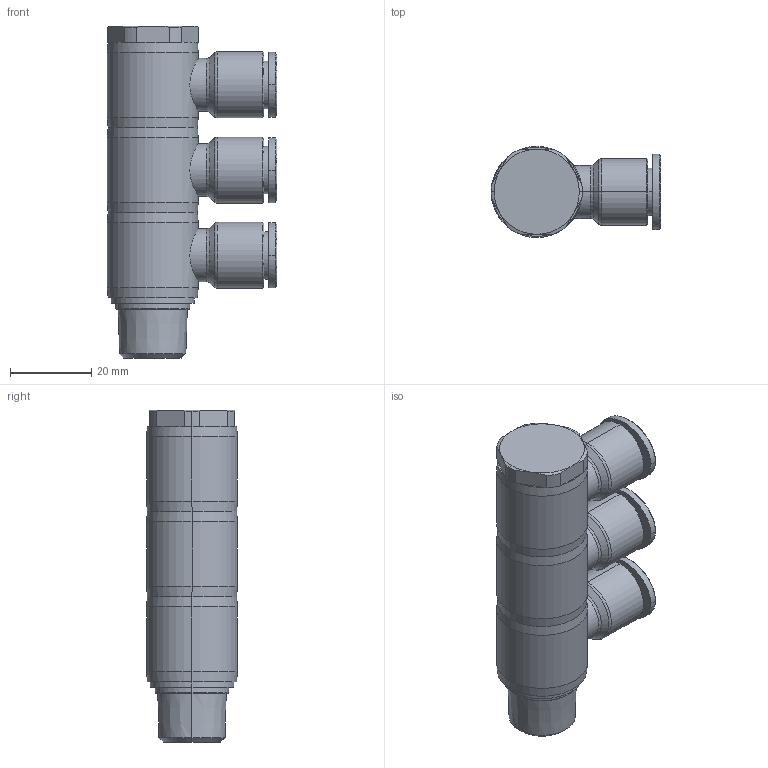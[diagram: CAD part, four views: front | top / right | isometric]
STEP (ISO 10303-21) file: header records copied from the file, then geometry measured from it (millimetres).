
FILE_DESCRIPTION((''),'2;1');
FILE_NAME('GPH_1003(3)(3D).stp','2012-12-20T16:28:45',(''),(''),'Mechanical Desktop.R8.0.24.0','Mechanical Desktop.R8.0.24.0',', , ');
FILE_SCHEMA(('CONFIG_CONTROL_DESIGN'));
Length unit declared in the file: millimetre
Products named in the file (2): GPH_1003(3)(3D); 睡ヶ1
Assembly tree (1 placements, depth 2):
  GPH_1003(3)(3D)
    睡ヶ1
Bounding box: 41.85 x 22.4 x 81.8 mm (x, y, z)
Volume: 28885.9 mm3; surface area: 14638.6 mm2
Topology: 1 solids, 1 shells, 1300 faces, 3673 edges, 2419 vertices
Faces by surface type: plane 1163, cone 54, cylinder 47, bspline 30, torus 6
Entity records: 42833 total; most frequent: CARTESIAN_POINT 9150, ORIENTED_EDGE 7342, DIRECTION 6326, EDGE_CURVE 3671, VECTOR 3428, LINE 3428, VERTEX_POINT 2419, AXIS2_PLACEMENT_3D 1449
